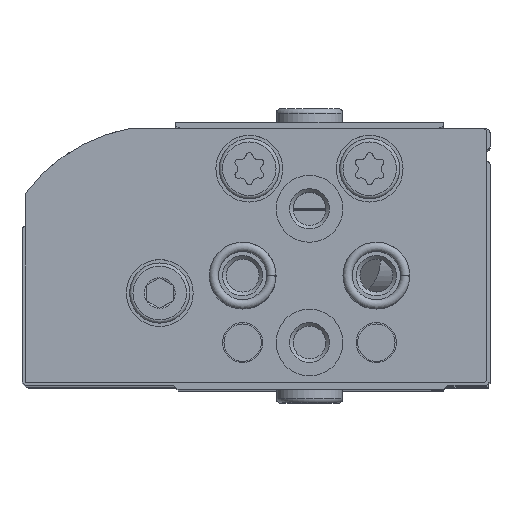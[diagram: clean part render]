
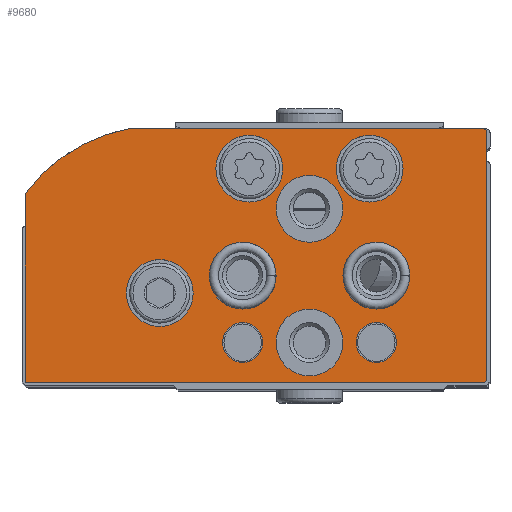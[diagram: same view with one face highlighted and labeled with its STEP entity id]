
A CAD part, top view. The second image highlights one B-rep face of the part: STEP entity #9680.
In plain terms, the highlighted face is planar.
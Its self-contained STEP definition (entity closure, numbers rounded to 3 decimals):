
#1037=LINE('',#16710,#1787);
#1041=LINE('',#16720,#1791);
#1043=LINE('',#16724,#1793);
#1046=LINE('',#16732,#1796);
#1787=VECTOR('',#13487,1000.);
#1791=VECTOR('',#13497,1000.);
#1793=VECTOR('',#13501,1000.);
#1796=VECTOR('',#13510,1000.);
#3807=ORIENTED_EDGE('',*,*,#5545,.T.);
#3808=ORIENTED_EDGE('',*,*,#5546,.T.);
#3809=ORIENTED_EDGE('',*,*,#5547,.T.);
#3810=ORIENTED_EDGE('',*,*,#5548,.T.);
#3811=ORIENTED_EDGE('',*,*,#5549,.T.);
#3812=ORIENTED_EDGE('',*,*,#5550,.T.);
#3813=ORIENTED_EDGE('',*,*,#5551,.T.);
#3814=ORIENTED_EDGE('',*,*,#5552,.T.);
#3815=ORIENTED_EDGE('',*,*,#5553,.T.);
#3816=ORIENTED_EDGE('',*,*,#5530,.F.);
#3817=ORIENTED_EDGE('',*,*,#5544,.F.);
#3818=ORIENTED_EDGE('',*,*,#5541,.F.);
#3819=ORIENTED_EDGE('',*,*,#5539,.F.);
#3820=ORIENTED_EDGE('',*,*,#5537,.F.);
#3821=ORIENTED_EDGE('',*,*,#5535,.F.);
#3822=ORIENTED_EDGE('',*,*,#5533,.F.);
#5530=EDGE_CURVE('',#6586,#6587,#1037,.T.);
#5533=EDGE_CURVE('',#6587,#6588,#7126,.T.);
#5535=EDGE_CURVE('',#6588,#6589,#1041,.T.);
#5537=EDGE_CURVE('',#6589,#6590,#1043,.T.);
#5539=EDGE_CURVE('',#6590,#6591,#7127,.T.);
#5541=EDGE_CURVE('',#6591,#6592,#1046,.T.);
#5544=EDGE_CURVE('',#6592,#6586,#7128,.T.);
#5545=EDGE_CURVE('',#6593,#6593,#7129,.T.);
#5546=EDGE_CURVE('',#6594,#6594,#7130,.T.);
#5547=EDGE_CURVE('',#6595,#6595,#7131,.T.);
#5548=EDGE_CURVE('',#6596,#6596,#7132,.T.);
#5549=EDGE_CURVE('',#6597,#6597,#7133,.T.);
#5550=EDGE_CURVE('',#6598,#6598,#7134,.T.);
#5551=EDGE_CURVE('',#6599,#6599,#7135,.T.);
#5552=EDGE_CURVE('',#6600,#6600,#7136,.T.);
#5553=EDGE_CURVE('',#6601,#6601,#7137,.T.);
#6586=VERTEX_POINT('',#16711);
#6587=VERTEX_POINT('',#16712);
#6588=VERTEX_POINT('',#16717);
#6589=VERTEX_POINT('',#16721);
#6590=VERTEX_POINT('',#16725);
#6591=VERTEX_POINT('',#16729);
#6592=VERTEX_POINT('',#16733);
#6593=VERTEX_POINT('',#16740);
#6594=VERTEX_POINT('',#16742);
#6595=VERTEX_POINT('',#16744);
#6596=VERTEX_POINT('',#16746);
#6597=VERTEX_POINT('',#16748);
#6598=VERTEX_POINT('',#16750);
#6599=VERTEX_POINT('',#16752);
#6600=VERTEX_POINT('',#16754);
#6601=VERTEX_POINT('',#16756);
#7126=CIRCLE('',#11065,0.3);
#7127=CIRCLE('',#11069,12.5);
#7128=CIRCLE('',#11072,0.3);
#7129=CIRCLE('',#11074,2.5);
#7130=CIRCLE('',#11075,1.5);
#7131=CIRCLE('',#11076,2.5);
#7132=CIRCLE('',#11077,1.5);
#7133=CIRCLE('',#11078,2.5);
#7134=CIRCLE('',#11079,2.5);
#7135=CIRCLE('',#11080,2.5);
#7136=CIRCLE('',#11081,2.5);
#7137=CIRCLE('',#11082,2.5);
#7837=EDGE_LOOP('',(#3807));
#7838=EDGE_LOOP('',(#3808));
#7839=EDGE_LOOP('',(#3809));
#7840=EDGE_LOOP('',(#3810));
#7841=EDGE_LOOP('',(#3811));
#7842=EDGE_LOOP('',(#3812));
#7843=EDGE_LOOP('',(#3813));
#7844=EDGE_LOOP('',(#3814));
#7845=EDGE_LOOP('',(#3815));
#7846=EDGE_LOOP('',(#3816,#3817,#3818,#3819,#3820,#3821,#3822));
#8682=FACE_BOUND('',#7837,.T.);
#8683=FACE_BOUND('',#7838,.T.);
#8684=FACE_BOUND('',#7839,.T.);
#8685=FACE_BOUND('',#7840,.T.);
#8686=FACE_BOUND('',#7841,.T.);
#8687=FACE_BOUND('',#7842,.T.);
#8688=FACE_BOUND('',#7843,.T.);
#8689=FACE_BOUND('',#7844,.T.);
#8690=FACE_BOUND('',#7845,.T.);
#8691=FACE_BOUND('',#7846,.T.);
#9208=PLANE('',#11073);
#9680=ADVANCED_FACE('',(#8682,#8683,#8684,#8685,#8686,#8687,#8688,#8689,
#8690,#8691),#9208,.F.);
#11065=AXIS2_PLACEMENT_3D('',#16716,#13492,#13493);
#11069=AXIS2_PLACEMENT_3D('',#16728,#13505,#13506);
#11072=AXIS2_PLACEMENT_3D('',#16737,#13515,#13516);
#11073=AXIS2_PLACEMENT_3D('',#16738,#13517,#13518);
#11074=AXIS2_PLACEMENT_3D('',#16739,#13519,#13520);
#11075=AXIS2_PLACEMENT_3D('',#16741,#13521,#13522);
#11076=AXIS2_PLACEMENT_3D('',#16743,#13523,#13524);
#11077=AXIS2_PLACEMENT_3D('',#16745,#13525,#13526);
#11078=AXIS2_PLACEMENT_3D('',#16747,#13527,#13528);
#11079=AXIS2_PLACEMENT_3D('',#16749,#13529,#13530);
#11080=AXIS2_PLACEMENT_3D('',#16751,#13531,#13532);
#11081=AXIS2_PLACEMENT_3D('',#16753,#13533,#13534);
#11082=AXIS2_PLACEMENT_3D('',#16755,#13535,#13536);
#13487=DIRECTION('',(0.,-1.,0.));
#13492=DIRECTION('',(0.,0.,1.));
#13493=DIRECTION('',(1.,0.,0.));
#13497=DIRECTION('',(1.,0.,0.));
#13501=DIRECTION('',(0.,1.,0.));
#13505=DIRECTION('',(0.,0.,1.));
#13506=DIRECTION('',(1.,0.,0.));
#13510=DIRECTION('',(-1.,0.,0.));
#13515=DIRECTION('',(0.,0.,1.));
#13516=DIRECTION('',(1.,0.,0.));
#13517=DIRECTION('',(0.,0.,1.));
#13518=DIRECTION('',(1.,0.,0.));
#13519=DIRECTION('',(0.,0.,1.));
#13520=DIRECTION('',(1.,0.,0.));
#13521=DIRECTION('',(0.,0.,1.));
#13522=DIRECTION('',(1.,0.,0.));
#13523=DIRECTION('',(0.,0.,1.));
#13524=DIRECTION('',(1.,0.,0.));
#13525=DIRECTION('',(0.,0.,1.));
#13526=DIRECTION('',(1.,0.,0.));
#13527=DIRECTION('',(0.,0.,1.));
#13528=DIRECTION('',(1.,0.,0.));
#13529=DIRECTION('',(0.,0.,1.));
#13530=DIRECTION('',(1.,0.,0.));
#13531=DIRECTION('',(0.,0.,1.));
#13532=DIRECTION('',(1.,0.,0.));
#13533=DIRECTION('',(0.,0.,1.));
#13534=DIRECTION('',(1.,0.,0.));
#13535=DIRECTION('',(0.,0.,1.));
#13536=DIRECTION('',(1.,0.,0.));
#16710=CARTESIAN_POINT('',(0.,18.7,0.));
#16711=CARTESIAN_POINT('',(0.,18.7,0.));
#16712=CARTESIAN_POINT('',(0.,0.3,0.));
#16716=CARTESIAN_POINT('',(0.3,0.3,0.));
#16717=CARTESIAN_POINT('',(0.3,0.,0.));
#16720=CARTESIAN_POINT('',(0.3,0.,0.));
#16721=CARTESIAN_POINT('',(34.5,0.,0.));
#16724=CARTESIAN_POINT('',(34.5,0.,0.));
#16725=CARTESIAN_POINT('',(34.5,14.133,0.));
#16728=CARTESIAN_POINT('',(24.45,6.7,0.));
#16729=CARTESIAN_POINT('',(26.677,19.,0.));
#16732=CARTESIAN_POINT('',(26.677,19.,0.));
#16733=CARTESIAN_POINT('',(0.3,19.,0.));
#16737=CARTESIAN_POINT('',(0.3,18.7,0.));
#16738=CARTESIAN_POINT('',(0.3,0.3,0.));
#16739=CARTESIAN_POINT('',(24.45,6.7,0.));
#16740=CARTESIAN_POINT('',(26.95,6.7,0.));
#16741=CARTESIAN_POINT('',(8.25,3.,0.));
#16742=CARTESIAN_POINT('',(9.75,3.,0.));
#16743=CARTESIAN_POINT('',(13.25,3.,0.));
#16744=CARTESIAN_POINT('',(15.75,3.,0.));
#16745=CARTESIAN_POINT('',(18.25,3.,0.));
#16746=CARTESIAN_POINT('',(19.75,3.,0.));
#16747=CARTESIAN_POINT('',(18.25,8.,0.));
#16748=CARTESIAN_POINT('',(20.75,8.,0.));
#16749=CARTESIAN_POINT('',(8.25,8.,0.));
#16750=CARTESIAN_POINT('',(10.75,8.,0.));
#16751=CARTESIAN_POINT('',(13.25,13.,0.));
#16752=CARTESIAN_POINT('',(15.75,13.,0.));
#16753=CARTESIAN_POINT('',(8.75,16.,0.));
#16754=CARTESIAN_POINT('',(11.25,16.,0.));
#16755=CARTESIAN_POINT('',(17.75,16.,0.));
#16756=CARTESIAN_POINT('',(20.25,16.,0.));
